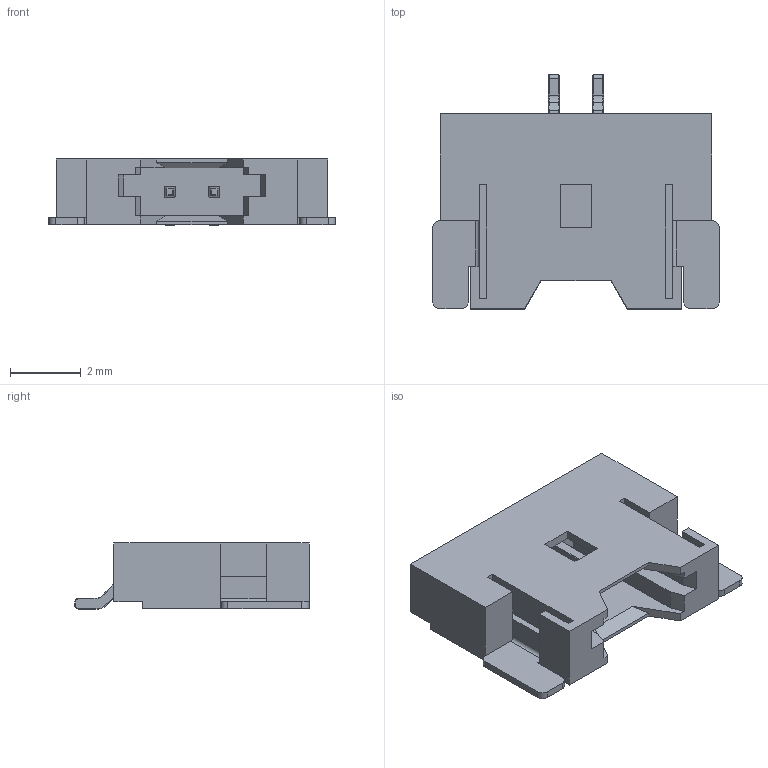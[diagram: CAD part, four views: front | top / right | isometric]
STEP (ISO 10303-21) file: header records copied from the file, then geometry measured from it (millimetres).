
FILE_DESCRIPTION(('FreeCAD Model'),'2;1');
FILE_NAME('Open CASCADE Shape Model','2022-03-08T19:38:17',(''),(''), 'Open CASCADE STEP processor 7.5','FreeCAD','Unknown');
FILE_SCHEMA(('AUTOMOTIVE_DESIGN { 1 0 10303 214 1 1 1 1 }'));
Length unit declared in the file: millimetre
Products named in the file (3): U1; CONN-SMD_A1254WR-S-2P_1; SOLID
Assembly tree (2 placements, depth 3):
  U1
    CONN-SMD_A1254WR-S-2P_1
      SOLID
Bounding box: 8.07 x 6.6 x 1.86 mm (x, y, z)
Volume: 44.7 mm3; surface area: 201.9 mm2
Topology: 1 solids, 1 shells, 301 faces, 774 edges, 480 vertices
Faces by surface type: plane 185, cylinder 70, torus 20, bspline 18, sphere 8
Entity records: 23670 total; most frequent: CARTESIAN_POINT 6258, DIRECTION 2788, LINE 1918, VECTOR 1918, ORIENTED_EDGE 1532, PCURVE 1532, DEFINITIONAL_REPRESENTATION 1532, EDGE_CURVE 766
